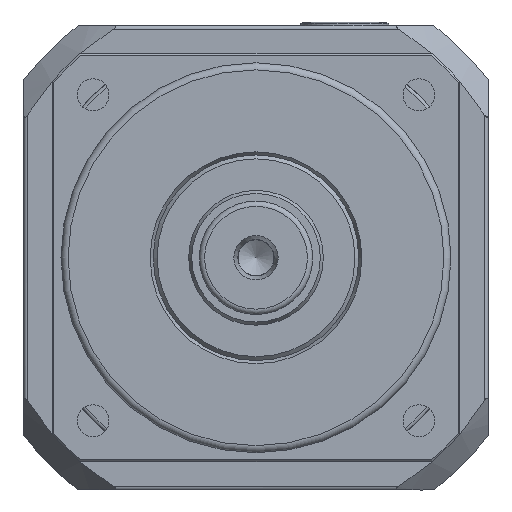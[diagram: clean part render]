
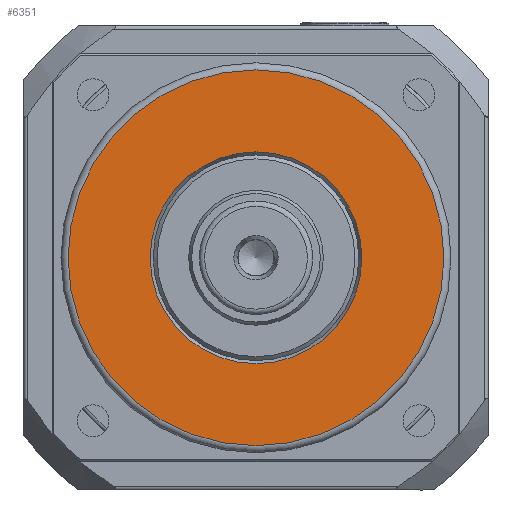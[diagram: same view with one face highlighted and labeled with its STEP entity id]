
A CAD part, left-side view. The second image highlights one B-rep face of the part: STEP entity #6351.
In plain terms, the highlighted planar face has unit normal (-1, 0, 0).
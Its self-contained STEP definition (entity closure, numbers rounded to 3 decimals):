
#1001=PLANE('',#7001);
#1219=FACE_BOUND('',#2111,.T.);
#1549=FACE_OUTER_BOUND('',#2110,.T.);
#2110=EDGE_LOOP('',(#4914));
#2111=EDGE_LOOP('',(#4915));
#2582=CIRCLE('',#7000,53.);
#2583=CIRCLE('',#7002,29.866);
#3053=VERTEX_POINT('',#10812);
#3054=VERTEX_POINT('',#10815);
#3733=EDGE_CURVE('',#3053,#3053,#2582,.T.);
#3734=EDGE_CURVE('',#3054,#3054,#2583,.T.);
#4914=ORIENTED_EDGE('',*,*,#3733,.F.);
#4915=ORIENTED_EDGE('',*,*,#3734,.F.);
#6351=ADVANCED_FACE('',(#1549,#1219),#1001,.F.);
#7000=AXIS2_PLACEMENT_3D('',#10813,#8370,#8371);
#7001=AXIS2_PLACEMENT_3D('',#10814,#8372,#8373);
#7002=AXIS2_PLACEMENT_3D('',#10816,#8374,#8375);
#8370=DIRECTION('center_axis',(1.,0.,0.));
#8371=DIRECTION('ref_axis',(0.,0.,
-1.));
#8372=DIRECTION('center_axis',(1.,0.,0.));
#8373=DIRECTION('ref_axis',(0.,0.,-1.));
#8374=DIRECTION('center_axis',(-1.,0.,0.));
#8375=DIRECTION('ref_axis',(0.,0.,
-1.));
#10812=CARTESIAN_POINT('',(-94.551,-123.245,-51.954));
#10813=CARTESIAN_POINT('Origin',(-94.551,-123.245,-104.954));
#10814=CARTESIAN_POINT('Origin',(-94.551,-123.245,-104.954));
#10815=CARTESIAN_POINT('',(-94.551,-123.245,-75.087));
#10816=CARTESIAN_POINT('Origin',(-94.551,-123.245,-104.954));
